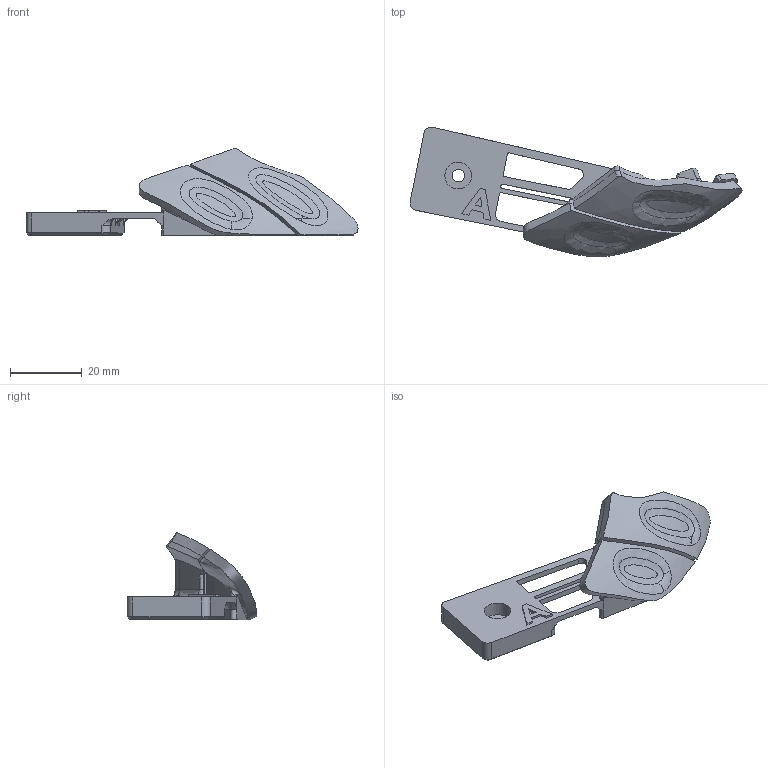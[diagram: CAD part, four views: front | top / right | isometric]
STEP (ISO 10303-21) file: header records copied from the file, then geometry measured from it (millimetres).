
FILE_DESCRIPTION(/* description */ ('This documentation describes Open Hardware and is licensed under the CERN OHL v. 1.2. You may redistribute and modify this documentation under the terms of the CERN OHL v.1.2. (http://ohwr.org/cernohl). This documentation is distributed WITHOUT ANY EXPRE','CAx-IF Rec.Pracs.---Representation and Presentation of Product Manufacturing Information (PMI)---4.0---2014-10-13'),/* implementation_level */ '2;1');
FILE_NAME(/* name */ 'Little Buttons.stp',/* time_stamp */ '2019-10-08T04:20:21-04:00',/* author */ (' '),/* organization */ ('PloopyCo'),/* preprocessor_version */ 'ST-DEVELOPER v18',/* originating_system */ ' ',/* authorisation */ 'Copyright PloopyCo 2019. Licensed under CERN OHL v. 1.2.');
FILE_SCHEMA (('AP242_MANAGED_MODEL_BASED_3D_ENGINEERING_MIM_LF { 1 0 10303 442 1 1 4 }'));
Products named in the file (1): Little Buttons
Bounding box: 92.79 x 36.32 x 24.35 mm (x, y, z)
Volume: 12064 mm3; surface area: 6601.9 mm2
Topology: 1 solids, 2 shells, 220 faces, 637 edges, 419 vertices
Faces by surface type: bspline 118, plane 56, cylinder 34, cone 8, torus 4
Full cylindrical faces by diameter (mm): 3.5 x1, 7.5 x1
Entity records: 35411 total; most frequent: CARTESIAN_POINT 30376, ORIENTED_EDGE 1276, EDGE_CURVE 638, DIRECTION 595, VERTEX_POINT 419, B_SPLINE_CURVE_WITH_KNOTS 354, EDGE_LOOP 229, ADVANCED_FACE 220
